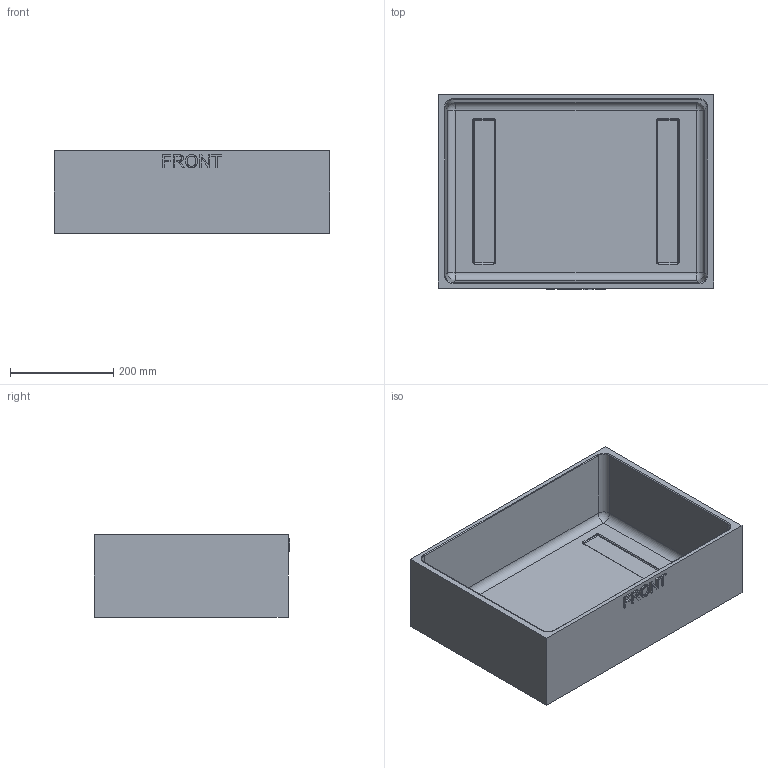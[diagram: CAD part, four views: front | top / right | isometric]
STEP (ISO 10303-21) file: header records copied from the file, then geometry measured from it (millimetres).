
FILE_DESCRIPTION( ( 'Unknown' ), '1' );
FILE_NAME( '2600-base_internal_tub.stp', 'Unknown', ( 'Unknown' ), ( 'Unknown' ), 'PSStep 10.1', 'Unknown', ' ' );
FILE_SCHEMA( ( 'AUTOMOTIVE_DESIGN { 1 0 10303 214 1 1 1 1 }' ) );
Length unit declared in the file: millimetre
Products named in the file (1): 1
Bounding box: 533.4 x 377.82 x 158.75 mm (x, y, z)
Volume: 5710462.3 mm3; surface area: 920309.7 mm2
Topology: 1 solids, 1 shells, 111 faces, 265 edges, 162 vertices
Faces by surface type: plane 53, cylinder 26, bspline 22, extrusion 6, sphere 4
Entity records: 4054 total; most frequent: CARTESIAN_POINT 1763, ORIENTED_EDGE 518, DIRECTION 387, EDGE_CURVE 259, VERTEX_POINT 162, AXIS2_PLACEMENT_3D 144, EDGE_LOOP 123, FACE_OUTER_BOUND 113
